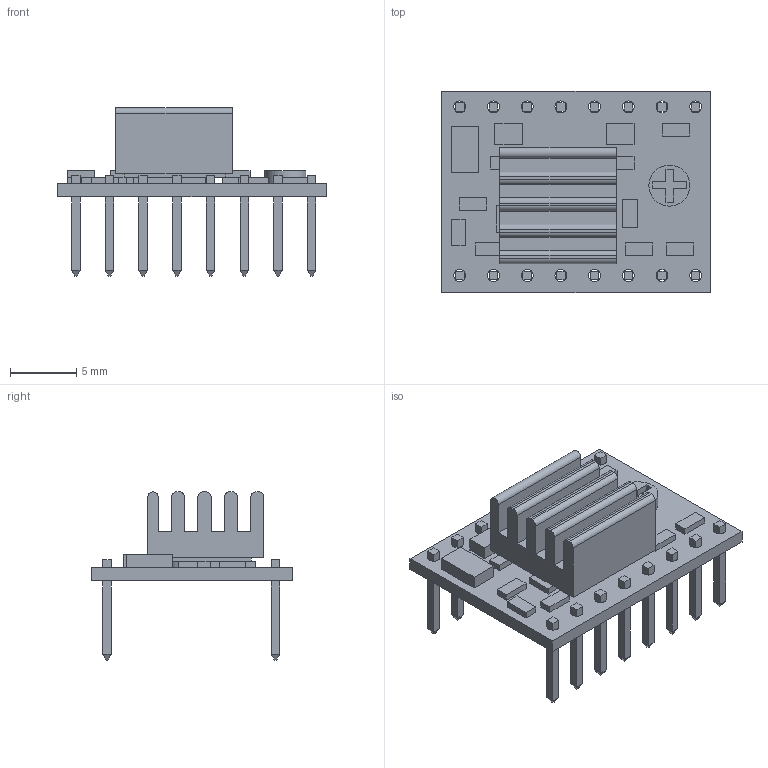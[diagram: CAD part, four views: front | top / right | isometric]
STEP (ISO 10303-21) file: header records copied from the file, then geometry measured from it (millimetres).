
FILE_DESCRIPTION(/* description */ ('POLOLU A4899'),/* implementation_level */ '2;1');
FILE_NAME(/* name */ 'POLOLU-A4899.stp',/* time_stamp */ '2020-10-09T13:24:19-03:00',/* author */ ('laguerre'),/* organization */ (''),/* preprocessor_version */ 'ST-DEVELOPER v17',/* originating_system */ 'Autodesk Inventor 2018',/* authorisation */ '');
FILE_SCHEMA (('AUTOMOTIVE_DESIGN { 1 0 10303 214 3 1 1 }'));
Length unit declared in the file: millimetre
Products named in the file (1): CE-IC-POLOLU
Bounding box: 20.32 x 15.24 x 12.75 mm (x, y, z)
Volume: 682.9 mm3; surface area: 1619.7 mm2
Topology: 18 solids, 18 shells, 304 faces, 719 edges, 468 vertices
Faces by surface type: plane 276, cylinder 28
Full cylindrical faces by diameter (mm): 0.904 x14, 3.105 x1
Entity records: 8712 total; most frequent: CARTESIAN_POINT 1492, ORIENTED_EDGE 1438, DIRECTION 1415, EDGE_CURVE 719, LINE 633, VECTOR 633, VERTEX_POINT 468, AXIS2_PLACEMENT_3D 391
